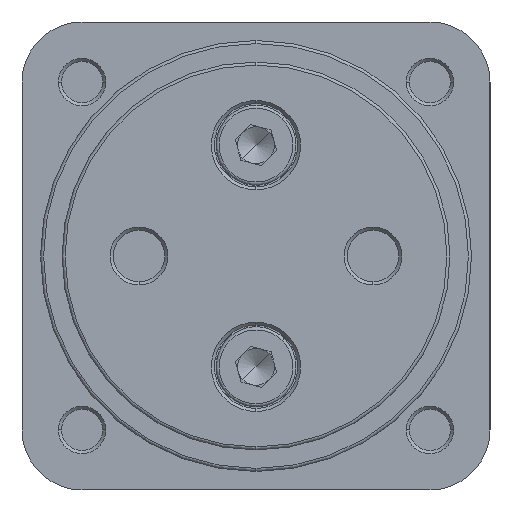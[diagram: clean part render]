
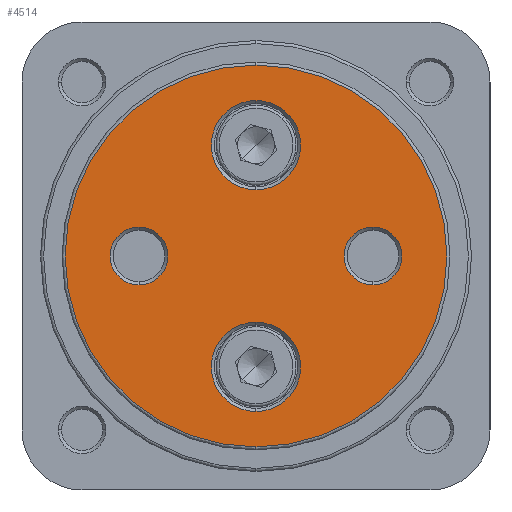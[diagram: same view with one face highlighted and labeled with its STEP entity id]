
A CAD part, left-side view. The second image highlights one B-rep face of the part: STEP entity #4514.
In plain terms, the highlighted planar face has unit normal (-1, 0, 0).
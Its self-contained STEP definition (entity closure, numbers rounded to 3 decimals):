
#73 = CARTESIAN_POINT ( 'NONE',  ( 0., 0., 10.75 ) ) ;
#88 = CARTESIAN_POINT ( 'NONE',  ( 0., -19., 4.7 ) ) ;
#95 = CARTESIAN_POINT ( 'NONE',  ( 0., 19., 4.7 ) ) ;
#102 = CARTESIAN_POINT ( 'NONE',  ( 0., 0., -31. ) ) ;
#177 = CARTESIAN_POINT ( 'NONE',  ( 0., 0., 31. ) ) ;
#179 = CARTESIAN_POINT ( 'NONE',  ( 0., 0., -10.75 ) ) ;
#180 = CARTESIAN_POINT ( 'NONE',  ( 0., 0., -25.25 ) ) ;
#181 = CARTESIAN_POINT ( 'NONE',  ( 0., 19., -4.7 ) ) ;
#197 = VERTEX_POINT ( 'NONE', #242 ) ;
#242 = CARTESIAN_POINT ( 'NONE',  ( 0., -19., -4.7 ) ) ;
#248 = VERTEX_POINT ( 'NONE', #179 ) ;
#253 = VERTEX_POINT ( 'NONE', #180 ) ;
#278 = VERTEX_POINT ( 'NONE', #177 ) ;
#288 = VERTEX_POINT ( 'NONE', #181 ) ;
#298 = VERTEX_POINT ( 'NONE', #73 ) ;
#304 = VERTEX_POINT ( 'NONE', #312 ) ;
#312 = CARTESIAN_POINT ( 'NONE',  ( 0., 0., 25.25 ) ) ;
#338 = VERTEX_POINT ( 'NONE', #88 ) ;
#342 = VERTEX_POINT ( 'NONE', #102 ) ;
#348 = VERTEX_POINT ( 'NONE', #95 ) ;
#1090 = ORIENTED_EDGE ( 'NONE', *, *, #2187, .T. ) ;
#1091 = ORIENTED_EDGE ( 'NONE', *, *, #2137, .T. ) ;
#1092 = ORIENTED_EDGE ( 'NONE', *, *, #2169, .T. ) ;
#1093 = ORIENTED_EDGE ( 'NONE', *, *, #2211, .T. ) ;
#1094 = ORIENTED_EDGE ( 'NONE', *, *, #2192, .T. ) ;
#1095 = ORIENTED_EDGE ( 'NONE', *, *, #2164, .T. ) ;
#1096 = ORIENTED_EDGE ( 'NONE', *, *, #2222, .T. ) ;
#1097 = ORIENTED_EDGE ( 'NONE', *, *, #2156, .T. ) ;
#1098 = ORIENTED_EDGE ( 'NONE', *, *, #2140, .T. ) ;
#1099 = ORIENTED_EDGE ( 'NONE', *, *, #2219, .T. ) ;
#2137 = EDGE_CURVE ( 'NONE', #348, #288, #5130, .T. ) ;
#2140 = EDGE_CURVE ( 'NONE', #278, #342, #5134, .T. ) ;
#2156 = EDGE_CURVE ( 'NONE', #248, #253, #5160, .T. ) ;
#2164 = EDGE_CURVE ( 'NONE', #304, #298, #5171, .T. ) ;
#2169 = EDGE_CURVE ( 'NONE', #197, #338, #5179, .T. ) ;
#2187 = EDGE_CURVE ( 'NONE', #288, #348, #5205, .T. ) ;
#2192 = EDGE_CURVE ( 'NONE', #298, #304, #5211, .T. ) ;
#2211 = EDGE_CURVE ( 'NONE', #338, #197, #5238, .T. ) ;
#2219 = EDGE_CURVE ( 'NONE', #342, #278, #5247, .T. ) ;
#2222 = EDGE_CURVE ( 'NONE', #253, #248, #5252, .T. ) ;
#3427 = CARTESIAN_POINT ( 'NONE',  ( 0., 19., 0. ) ) ;
#3428 = DIRECTION ( 'NONE',  ( 1., 0., 0. ) ) ;
#3429 = DIRECTION ( 'NONE',  ( 0., 0., -1. ) ) ;
#3435 = CARTESIAN_POINT ( 'NONE',  ( 0., 0., 0. ) ) ;
#3436 = DIRECTION ( 'NONE',  ( -1., 0., 0. ) ) ;
#3437 = DIRECTION ( 'NONE',  ( 0., 0., -1. ) ) ;
#3476 = CARTESIAN_POINT ( 'NONE',  ( 0., 0., -18. ) ) ;
#3477 = DIRECTION ( 'NONE',  ( 1., 0., 0. ) ) ;
#3478 = DIRECTION ( 'NONE',  ( 0., 0., -1. ) ) ;
#3491 = CARTESIAN_POINT ( 'NONE',  ( 0., 0., 18. ) ) ;
#3498 = DIRECTION ( 'NONE',  ( 1., 0., 0. ) ) ;
#3499 = DIRECTION ( 'NONE',  ( 0., 0., -1. ) ) ;
#3508 = CARTESIAN_POINT ( 'NONE',  ( 0., -19., 0. ) ) ;
#3509 = DIRECTION ( 'NONE',  ( 1., 0., 0. ) ) ;
#3510 = DIRECTION ( 'NONE',  ( 0., 0., -1. ) ) ;
#3630 = EDGE_LOOP ( 'NONE', ( #1099, #1098 ) ) ;
#3631 = EDGE_LOOP ( 'NONE', ( #1095, #1094 ) ) ;
#4514 = ADVANCED_FACE ( 'NONE', ( #5407, #5412, #5414, #5416, #5410 ), #6926, .F. ) ;
#5130 = CIRCLE ( 'NONE', #5811, 4.7 ) ;
#5134 = CIRCLE ( 'NONE', #5813, 31. ) ;
#5160 = CIRCLE ( 'NONE', #5822, 7.25 ) ;
#5171 = CIRCLE ( 'NONE', #5827, 7.25 ) ;
#5179 = CIRCLE ( 'NONE', #5829, 4.7 ) ;
#5205 = CIRCLE ( 'NONE', #5834, 4.7 ) ;
#5211 = CIRCLE ( 'NONE', #5839, 7.25 ) ;
#5238 = CIRCLE ( 'NONE', #5853, 4.7 ) ;
#5247 = CIRCLE ( 'NONE', #5857, 31. ) ;
#5252 = CIRCLE ( 'NONE', #5860, 7.25 ) ;
#5407 = FACE_OUTER_BOUND ( 'NONE', #3630, .T. ) ;
#5410 = FACE_BOUND ( 'NONE', #8454, .T. ) ;
#5412 = FACE_BOUND ( 'NONE', #8480, .T. ) ;
#5414 = FACE_BOUND ( 'NONE', #3631, .T. ) ;
#5416 = FACE_BOUND ( 'NONE', #8448, .T. ) ;
#5811 = AXIS2_PLACEMENT_3D ( 'NONE', #3427, #3428, #3429 ) ;
#5813 = AXIS2_PLACEMENT_3D ( 'NONE', #3435, #3436, #3437 ) ;
#5822 = AXIS2_PLACEMENT_3D ( 'NONE', #3476, #3477, #3478 ) ;
#5827 = AXIS2_PLACEMENT_3D ( 'NONE', #3491, #3498, #3499 ) ;
#5829 = AXIS2_PLACEMENT_3D ( 'NONE', #3508, #3509, #3510 ) ;
#5834 = AXIS2_PLACEMENT_3D ( 'NONE', #6274, #6276, #6277 ) ;
#5839 = AXIS2_PLACEMENT_3D ( 'NONE', #6288, #6290, #6291 ) ;
#5853 = AXIS2_PLACEMENT_3D ( 'NONE', #6337, #6338, #6339 ) ;
#5857 = AXIS2_PLACEMENT_3D ( 'NONE', #6352, #6360, #6361 ) ;
#5860 = AXIS2_PLACEMENT_3D ( 'NONE', #6362, #6369, #6370 ) ;
#5934 = AXIS2_PLACEMENT_3D ( 'NONE', #6903, #6929, #6930 ) ;
#6274 = CARTESIAN_POINT ( 'NONE',  ( 0., 19., 0. ) ) ;
#6276 = DIRECTION ( 'NONE',  ( 1., 0., 0. ) ) ;
#6277 = DIRECTION ( 'NONE',  ( 0., 0., -1. ) ) ;
#6288 = CARTESIAN_POINT ( 'NONE',  ( 0., 0., 18. ) ) ;
#6290 = DIRECTION ( 'NONE',  ( 1., 0., 0. ) ) ;
#6291 = DIRECTION ( 'NONE',  ( 0., 0., -1. ) ) ;
#6337 = CARTESIAN_POINT ( 'NONE',  ( 0., -19., 0. ) ) ;
#6338 = DIRECTION ( 'NONE',  ( 1., 0., 0. ) ) ;
#6339 = DIRECTION ( 'NONE',  ( 0., 0., -1. ) ) ;
#6352 = CARTESIAN_POINT ( 'NONE',  ( 0., 0., 0. ) ) ;
#6360 = DIRECTION ( 'NONE',  ( -1., 0., 0. ) ) ;
#6361 = DIRECTION ( 'NONE',  ( 0., 0., -1. ) ) ;
#6362 = CARTESIAN_POINT ( 'NONE',  ( 0., 0., -18. ) ) ;
#6369 = DIRECTION ( 'NONE',  ( 1., 0., 0. ) ) ;
#6370 = DIRECTION ( 'NONE',  ( 0., 0., -1. ) ) ;
#6903 = CARTESIAN_POINT ( 'NONE',  ( 0., 0., 0. ) ) ;
#6926 = PLANE ( 'NONE',  #5934 ) ;
#6929 = DIRECTION ( 'NONE',  ( 1., 0., 0. ) ) ;
#6930 = DIRECTION ( 'NONE',  ( 0., 0., -1. ) ) ;
#8448 = EDGE_LOOP ( 'NONE', ( #1093, #1092 ) ) ;
#8454 = EDGE_LOOP ( 'NONE', ( #1091, #1090 ) ) ;
#8480 = EDGE_LOOP ( 'NONE', ( #1097, #1096 ) ) ;
